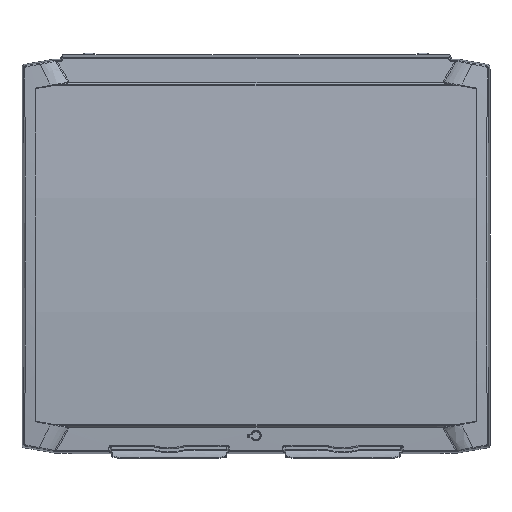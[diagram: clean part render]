
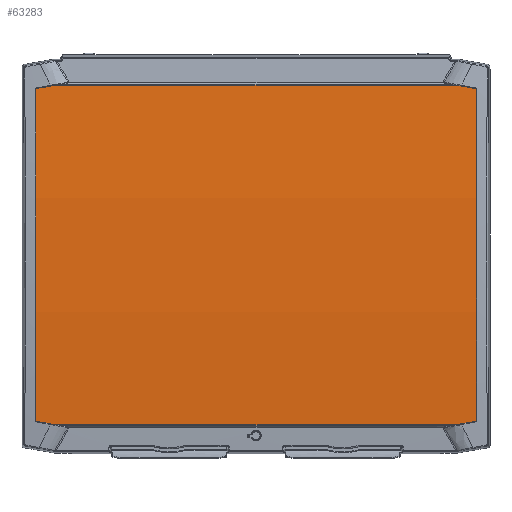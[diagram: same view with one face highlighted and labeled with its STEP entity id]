
A CAD part, top view. The second image highlights one B-rep face of the part: STEP entity #63283.
In plain terms, the highlighted cylindrical face has radius 1898.5 mm (diameter 3797 mm), a partial arc.
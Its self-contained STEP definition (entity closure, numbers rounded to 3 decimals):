
#1054=ELLIPSE('',#68193,1644.196,1424.107);
#1123=ELLIPSE('',#68648,1714.793,1549.028);
#1124=ELLIPSE('',#68657,1741.389,1597.45);
#6700=LINE('',#131448,#12262);
#6706=LINE('',#131544,#12268);
#6709=LINE('',#131549,#12271);
#6710=LINE('',#131551,#12272);
#6717=LINE('',#131653,#12279);
#6718=LINE('',#131655,#12280);
#12262=VECTOR('',#81699,0.441);
#12268=VECTOR('',#81713,0.441);
#12271=VECTOR('',#81720,382.004);
#12272=VECTOR('',#81723,0.441);
#12279=VECTOR('',#81742,0.441);
#12280=VECTOR('',#81745,382.004);
#15448=CYLINDRICAL_SURFACE('',#68660,1898.5);
#16648=B_SPLINE_CURVE_WITH_KNOTS('',3,(#128582,#128583,#128584,#128585,
#128586,#128587,#128588,#128589,#128590,#128591,#128592,#128593,#128594),
 .UNSPECIFIED.,.F.,.F.,(4,3,3,3,4),(-0.419,-0.383,
-0.345,-0.341,-0.299),.UNSPECIFIED.);
#19070=FACE_OUTER_BOUND('',#23076,.T.);
#23076=EDGE_LOOP('',(#52792,#52793,#52794,#52795,#52796,#52797,#52798,#52799,
#52800,#52801,#52802,#52803));
#25835=CIRCLE('',#68337,1898.5);
#25838=CIRCLE('',#68344,1898.5);
#29594=VERTEX_POINT('',#128438);
#29597=VERTEX_POINT('',#128443);
#29601=VERTEX_POINT('',#128550);
#29605=VERTEX_POINT('',#128580);
#29836=VERTEX_POINT('',#129751);
#29837=VERTEX_POINT('',#129753);
#29844=VERTEX_POINT('',#129779);
#29845=VERTEX_POINT('',#129781);
#30174=VERTEX_POINT('',#131464);
#30178=VERTEX_POINT('',#131537);
#30180=VERTEX_POINT('',#131557);
#30181=VERTEX_POINT('',#131558);
#37156=EDGE_CURVE('',#29594,#29597,#1054,.F.);
#37165=EDGE_CURVE('',#29601,#29605,#16648,.F.);
#37456=EDGE_CURVE('',#29836,#29837,#25835,.T.);
#37466=EDGE_CURVE('',#29844,#29845,#25838,.T.);
#38069=EDGE_CURVE('',#29844,#29601,#6700,.T.);
#38075=EDGE_CURVE('',#30178,#30174,#1123,.F.);
#38079=EDGE_CURVE('',#29845,#30174,#6706,.T.);
#38082=EDGE_CURVE('',#29597,#30178,#6709,.T.);
#38083=EDGE_CURVE('',#29594,#29836,#6710,.T.);
#38086=EDGE_CURVE('',#30180,#30181,#1124,.F.);
#38094=EDGE_CURVE('',#30181,#29837,#6717,.T.);
#38095=EDGE_CURVE('',#29605,#30180,#6718,.T.);
#52792=ORIENTED_EDGE('',*,*,#37165,.T.);
#52793=ORIENTED_EDGE('',*,*,#38095,.T.);
#52794=ORIENTED_EDGE('',*,*,#38086,.T.);
#52795=ORIENTED_EDGE('',*,*,#38094,.T.);
#52796=ORIENTED_EDGE('',*,*,#37456,.F.);
#52797=ORIENTED_EDGE('',*,*,#38083,.F.);
#52798=ORIENTED_EDGE('',*,*,#37156,.T.);
#52799=ORIENTED_EDGE('',*,*,#38082,.T.);
#52800=ORIENTED_EDGE('',*,*,#38075,.T.);
#52801=ORIENTED_EDGE('',*,*,#38079,.F.);
#52802=ORIENTED_EDGE('',*,*,#37466,.F.);
#52803=ORIENTED_EDGE('',*,*,#38069,.T.);
#63283=ADVANCED_FACE('',(#19070),#15448,.T.);
#68193=AXIS2_PLACEMENT_3D('',#128445,#80027,#80028);
#68337=AXIS2_PLACEMENT_3D('',#129754,#80543,#80544);
#68344=AXIS2_PLACEMENT_3D('',#129782,#80562,#80563);
#68648=AXIS2_PLACEMENT_3D('',#131538,#81705,#81706);
#68657=AXIS2_PLACEMENT_3D('',#131559,#81732,#81733);
#68660=AXIS2_PLACEMENT_3D('',#131654,#81743,#81744);
#80027=DIRECTION('center_axis',(1.,0.,
0.));
#80028=DIRECTION('ref_axis',(0.,0.997,0.077));
#80543=DIRECTION('center_axis',(-1.,0.,0.));
#80544=DIRECTION('ref_axis',(0.,-1.,0.));
#80562=DIRECTION('center_axis',(1.,0.,0.));
#80563=DIRECTION('ref_axis',(0.,-1.,0.));
#81699=DIRECTION('',(-1.,0.,0.));
#81705=DIRECTION('center_axis',(-1.,0.,
0.));
#81706=DIRECTION('ref_axis',(0.,-0.997,-0.077));
#81713=DIRECTION('',(-1.,0.,0.));
#81720=DIRECTION('',(1.,0.,0.));
#81723=DIRECTION('',(-1.,0.,0.));
#81732=DIRECTION('center_axis',(1.,0.,0.));
#81733=DIRECTION('ref_axis',(0.,-0.997,0.077));
#81742=DIRECTION('',(-1.,0.,0.));
#81743=DIRECTION('center_axis',(-1.,0.,0.));
#81744=DIRECTION('ref_axis',(0.,-1.,0.));
#81745=DIRECTION('',(-1.,0.,0.));
#128438=CARTESIAN_POINT('',(-191.002,-147.016,17.295));
#128443=CARTESIAN_POINT('',(-191.002,-146.5,17.339));
#128445=CARTESIAN_POINT('Origin',(-191.002,-36.667,-1402.526));
#128550=CARTESIAN_POINT('',(191.002,147.016,17.299));
#128580=CARTESIAN_POINT('',(191.003,146.5,17.339));
#128582=CARTESIAN_POINT('Ctrl Pts',(191.003,146.5,17.339));
#128583=CARTESIAN_POINT('Ctrl Pts',(191.002,146.552,17.335));
#128584=CARTESIAN_POINT('Ctrl Pts',(191.002,146.604,17.331));
#128585=CARTESIAN_POINT('Ctrl Pts',(191.002,146.657,17.327));
#128586=CARTESIAN_POINT('Ctrl Pts',(191.002,146.711,17.323));
#128587=CARTESIAN_POINT('Ctrl Pts',(191.002,146.765,17.319));
#128588=CARTESIAN_POINT('Ctrl Pts',(191.002,146.819,17.314));
#128589=CARTESIAN_POINT('Ctrl Pts',(191.002,146.825,17.314));
#128590=CARTESIAN_POINT('Ctrl Pts',(191.002,146.832,17.313));
#128591=CARTESIAN_POINT('Ctrl Pts',(191.002,146.838,17.313));
#128592=CARTESIAN_POINT('Ctrl Pts',(191.002,146.897,17.308));
#128593=CARTESIAN_POINT('Ctrl Pts',(191.002,146.957,17.304));
#128594=CARTESIAN_POINT('Ctrl Pts',(191.002,147.016,17.299));
#129751=CARTESIAN_POINT('',(-191.443,-147.016,17.299));
#129753=CARTESIAN_POINT('',(-191.443,147.016,17.299));
#129754=CARTESIAN_POINT('Origin',(-191.443,0.,-1875.5));
#129779=CARTESIAN_POINT('',(191.443,147.016,17.299));
#129781=CARTESIAN_POINT('',(191.443,-147.016,17.299));
#129782=CARTESIAN_POINT('Origin',(191.443,0.,-1875.5));
#131448=CARTESIAN_POINT('',(191.443,147.016,17.299));
#131464=CARTESIAN_POINT('',(191.002,-147.016,17.295));
#131537=CARTESIAN_POINT('',(191.002,-146.5,17.339));
#131538=CARTESIAN_POINT('Origin',(191.002,-27.001,-1527.072));
#131544=CARTESIAN_POINT('',(191.443,-147.016,17.299));
#131549=CARTESIAN_POINT('',(-191.002,-146.5,17.339));
#131551=CARTESIAN_POINT('',(-191.002,-147.016,17.299));
#131557=CARTESIAN_POINT('',(-191.002,146.5,17.339));
#131558=CARTESIAN_POINT('',(-191.002,147.016,17.295));
#131559=CARTESIAN_POINT('Origin',(-191.002,23.263,-1575.35));
#131653=CARTESIAN_POINT('',(-191.002,147.016,17.299));
#131654=CARTESIAN_POINT('Origin',(0.,0.,-1875.5));
#131655=CARTESIAN_POINT('',(191.003,146.5,17.339));
